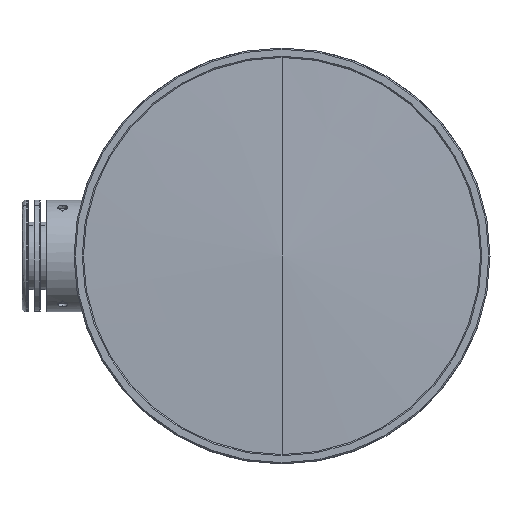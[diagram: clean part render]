
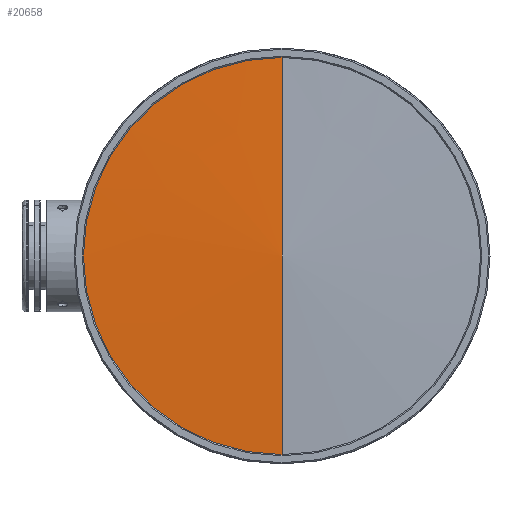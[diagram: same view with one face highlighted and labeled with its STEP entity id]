
A CAD part, left-side view. The second image highlights one B-rep face of the part: STEP entity #20658.
In plain terms, the highlighted conical face has half-angle 88.173 degrees and reference radius 51.053 mm.
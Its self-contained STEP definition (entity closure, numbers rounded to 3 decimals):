
#2137 = CARTESIAN_POINT ( 'NONE',  ( 0., 0., 0. ) ) ;
#3207 = DIRECTION ( 'NONE',  ( 1., 0., 0. ) ) ;
#3635 = VERTEX_POINT ( 'NONE', #22316 ) ;
#4065 = VECTOR ( 'NONE', #22112, 1000. ) ;
#4554 = VERTEX_POINT ( 'NONE', #8185 ) ;
#5290 = AXIS2_PLACEMENT_3D ( 'NONE', #12088, #3207, #24465 ) ;
#7692 = LINE ( 'NONE', #17558, #4065 ) ;
#8185 = CARTESIAN_POINT ( 'NONE',  ( 1.584, 0., 49.65 ) ) ;
#8556 = CARTESIAN_POINT ( 'NONE',  ( 1.629, 0., -51.053 ) ) ;
#10147 = LINE ( 'NONE', #8556, #18090 ) ;
#10769 = DIRECTION ( 'NONE',  ( 0.032, 0., -0.999 ) ) ;
#11722 = DIRECTION ( 'NONE',  ( 0., 0., -1. ) ) ;
#12088 = CARTESIAN_POINT ( 'NONE',  ( 1.584, 0., 0. ) ) ;
#13107 = VERTEX_POINT ( 'NONE', #2137 ) ;
#14870 = ORIENTED_EDGE ( 'NONE', *, *, #16915, .F. ) ;
#16915 = EDGE_CURVE ( 'NONE', #13107, #3635, #10147, .T. ) ;
#17558 = CARTESIAN_POINT ( 'NONE',  ( 1.629, 0., 51.053 ) ) ;
#18090 = VECTOR ( 'NONE', #10769, 1000. ) ;
#20439 = CIRCLE ( 'NONE', #5290, 49.65 ) ;
#20658 = ADVANCED_FACE ( 'NONE', ( #27331 ), #21991, .T. ) ;
#20846 = EDGE_CURVE ( 'NONE', #13107, #4554, #7692, .T. ) ;
#21991 = CONICAL_SURFACE ( 'NONE', #22041, 51.053, 1.539 ) ;
#22041 = AXIS2_PLACEMENT_3D ( 'NONE', #22339, #26690, #11722 ) ;
#22112 = DIRECTION ( 'NONE',  ( 0.032, 0., 0.999 ) ) ;
#22316 = CARTESIAN_POINT ( 'NONE',  ( 1.584, 0., -49.65 ) ) ;
#22339 = CARTESIAN_POINT ( 'NONE',  ( 1.629, 0., 0. ) ) ;
#24336 = ORIENTED_EDGE ( 'NONE', *, *, #20846, .T. ) ;
#24465 = DIRECTION ( 'NONE',  ( 0., 0., -1. ) ) ;
#25737 = EDGE_CURVE ( 'NONE', #3635, #4554, #20439, .T. ) ;
#25916 = ORIENTED_EDGE ( 'NONE', *, *, #25737, .F. ) ;
#25954 = EDGE_LOOP ( 'NONE', ( #14870, #24336, #25916 ) ) ;
#26690 = DIRECTION ( 'NONE',  ( 1., 0., 0. ) ) ;
#27331 = FACE_OUTER_BOUND ( 'NONE', #25954, .T. ) ;
